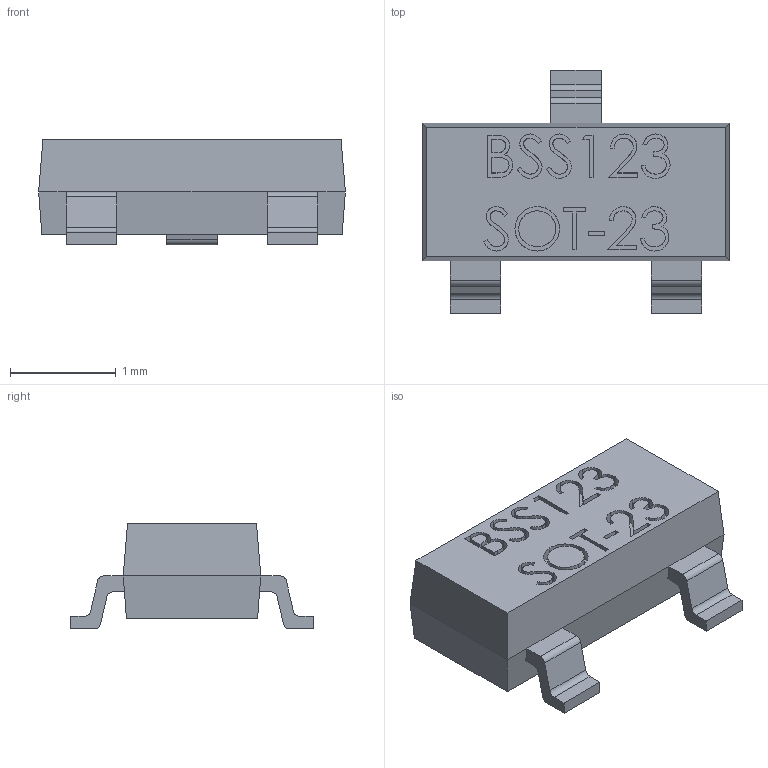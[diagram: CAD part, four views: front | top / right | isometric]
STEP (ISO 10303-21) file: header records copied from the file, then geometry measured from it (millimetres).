
FILE_DESCRIPTION(('FreeCAD Model'),'2;1');
FILE_NAME('Tr_SOT23.step','2016-03-02T23:42:27',('Author'), (''),'Open CASCADE STEP processor 6.8','FreeCAD','Unknown');
FILE_SCHEMA(('AUTOMOTIVE_DESIGN_CC2 { 1 2 10303 214 -1 1 5 4 }'));
Length unit declared in the file: millimetre
Products named in the file (2): ASSEMBLY; Tr_SOT23
Assembly tree (1 placements, depth 2):
  ASSEMBLY
    Tr_SOT23
Bounding box: 2.9 x 2.3 x 1 mm (x, y, z)
Volume: 3.4 mm3; surface area: 19.2 mm2
Topology: 1 solids, 1 shells, 217 faces, 590 edges, 390 vertices
Faces by surface type: plane 103, bspline 102, cylinder 12
Entity records: 44257 total; most frequent: CARTESIAN_POINT 32777, ORIENTED_EDGE 1180, PCURVE 1180, DEFINITIONAL_REPRESENTATION 1180, DIRECTION 1152, B_SPLINE_CURVE_WITH_KNOTS 864, LINE 858, VECTOR 858
